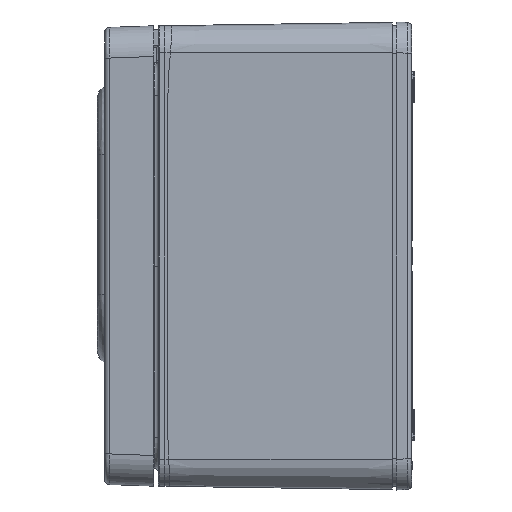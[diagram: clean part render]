
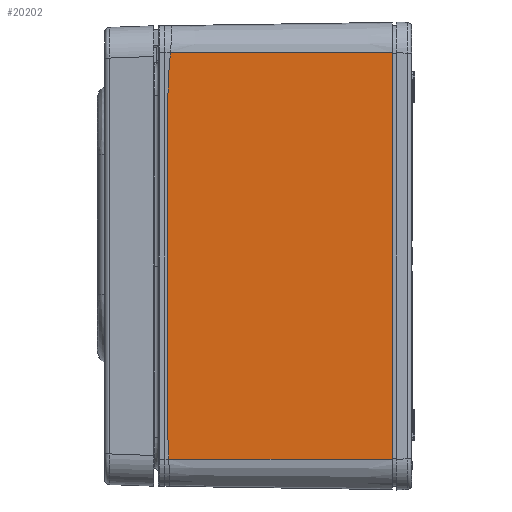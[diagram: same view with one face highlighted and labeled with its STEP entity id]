
A CAD part, left-side view. The second image highlights one B-rep face of the part: STEP entity #20202.
In plain terms, the highlighted face is planar.
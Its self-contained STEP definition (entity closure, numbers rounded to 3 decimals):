
#2380 = ORIENTED_EDGE ( 'NONE', *, *, #105830, .T. ) ;
#5140 = PLANE ( 'NONE',  #55554 ) ;
#5236 = CARTESIAN_POINT ( 'NONE',  ( 200.108, -127.033, 151.626 ) ) ;
#6688 = EDGE_CURVE ( 'NONE', #19040, #63681, #112690, .T. ) ;
#8431 = DIRECTION ( 'NONE',  ( 0., 1., 0. ) ) ;
#10904 = VERTEX_POINT ( 'NONE', #99931 ) ;
#13300 = LINE ( 'NONE', #82904, #78489 ) ;
#14897 = DIRECTION ( 'NONE',  ( 0.015, 0., -1. ) ) ;
#16239 = CARTESIAN_POINT ( 'NONE',  ( 202.269, 132.35, 5.5 ) ) ;
#16915 = EDGE_LOOP ( 'NONE', ( #63219, #54552, #64071, #2380, #21665, #104318, #110730 ) ) ;
#18213 = LINE ( 'NONE', #97587, #127887 ) ;
#19040 = VERTEX_POINT ( 'NONE', #120495 ) ;
#20202 = ADVANCED_FACE ( 'NONE', ( #42261 ), #5140, .T. ) ;
#21665 = ORIENTED_EDGE ( 'NONE', *, *, #108476, .F. ) ;
#23612 = EDGE_CURVE ( 'NONE', #93337, #63681, #70949, .T. ) ;
#26849 = CARTESIAN_POINT ( 'NONE',  ( 200.105, 102.765, 151.873 ) ) ;
#27331 = CARTESIAN_POINT ( 'NONE',  ( 200.106, -121.712, 151.814 ) ) ;
#28067 = CARTESIAN_POINT ( 'NONE',  ( 200.116, 122.506, 151.1 ) ) ;
#35151 = CARTESIAN_POINT ( 'NONE',  ( 200.105, -119.051, 151.866 ) ) ;
#36610 = LINE ( 'NONE', #67153, #83791 ) ;
#39243 = EDGE_CURVE ( 'NONE', #10904, #93337, #66240, .T. ) ;
#42261 = FACE_OUTER_BOUND ( 'NONE', #16915, .T. ) ;
#42373 = VERTEX_POINT ( 'NONE', #16239 ) ;
#46176 = CARTESIAN_POINT ( 'NONE',  ( 200.105, -116.387, 151.873 ) ) ;
#46280 = CARTESIAN_POINT ( 'NONE',  ( 200.105, 107.71, 151.861 ) ) ;
#48208 = CARTESIAN_POINT ( 'NONE',  ( 200.107, 112.647, 151.687 ) ) ;
#54552 = ORIENTED_EDGE ( 'NONE', *, *, #72197, .T. ) ;
#55554 = AXIS2_PLACEMENT_3D ( 'NONE', #122280, #74756, #14897 ) ;
#57232 = CARTESIAN_POINT ( 'NONE',  ( 200.113, -132.35, 151.323 ) ) ;
#60370 = VECTOR ( 'NONE', #61201, 1000. ) ;
#61201 = DIRECTION ( 'NONE',  ( 0., -1., 0.002 ) ) ;
#61325 = CARTESIAN_POINT ( 'NONE',  ( 200.105, -132.723, 151.833 ) ) ;
#63219 = ORIENTED_EDGE ( 'NONE', *, *, #6688, .F. ) ;
#63681 = VERTEX_POINT ( 'NONE', #115621 ) ;
#64071 = ORIENTED_EDGE ( 'NONE', *, *, #71970, .T. ) ;
#65315 = CARTESIAN_POINT ( 'NONE',  ( 200.113, -132.35, 151.323 ) ) ;
#66240 = B_SPLINE_CURVE_WITH_KNOTS ( 'NONE', 3,
 ( #66464, #125006, #28067, #48208, #46280, #106175 ),
 .UNSPECIFIED., .F., .F.,
 ( 4, 2, 4 ),
 ( 0., 0.015, 0.03 ),
 .UNSPECIFIED. ) ;
#66464 = CARTESIAN_POINT ( 'NONE',  ( 200.129, 132.35, 150.226 ) ) ;
#67153 = CARTESIAN_POINT ( 'NONE',  ( 202.35, -132.35, 0. ) ) ;
#70949 = LINE ( 'NONE', #88546, #60370 ) ;
#71970 = EDGE_CURVE ( 'NONE', #114155, #117767, #36610, .T. ) ;
#72197 = EDGE_CURVE ( 'NONE', #19040, #114155, #109925, .T. ) ;
#74756 = DIRECTION ( 'NONE',  ( 1., 0., 0.015 ) ) ;
#78489 = VECTOR ( 'NONE', #123846, 1000. ) ;
#80854 = DIRECTION ( 'NONE',  ( 0., 1., 0.002 ) ) ;
#82904 = CARTESIAN_POINT ( 'NONE',  ( 202.35, 132.35, 0. ) ) ;
#83791 = VECTOR ( 'NONE', #115992, 1000. ) ;
#88546 = CARTESIAN_POINT ( 'NONE',  ( 200.096, -131.975, 152.45 ) ) ;
#92116 = VECTOR ( 'NONE', #80854, 1000. ) ;
#93337 = VERTEX_POINT ( 'NONE', #26849 ) ;
#97587 = CARTESIAN_POINT ( 'NONE',  ( 202.269, -132.35, 5.5 ) ) ;
#99931 = CARTESIAN_POINT ( 'NONE',  ( 200.129, 132.35, 150.226 ) ) ;
#100400 = CARTESIAN_POINT ( 'NONE',  ( 202.269, -132.35, 5.5 ) ) ;
#104318 = ORIENTED_EDGE ( 'NONE', *, *, #39243, .T. ) ;
#105830 = EDGE_CURVE ( 'NONE', #117767, #42373, #18213, .T. ) ;
#106175 = CARTESIAN_POINT ( 'NONE',  ( 200.105, 102.765, 151.873 ) ) ;
#108476 = EDGE_CURVE ( 'NONE', #10904, #42373, #13300, .T. ) ;
#109925 = B_SPLINE_CURVE_WITH_KNOTS ( 'NONE', 3,
 ( #46176, #35151, #27331, #5236, #115173, #57232 ),
 .UNSPECIFIED., .F., .F.,
 ( 4, 2, 4 ),
 ( 0., 0.008, 0.016 ),
 .UNSPECIFIED. ) ;
#110730 = ORIENTED_EDGE ( 'NONE', *, *, #23612, .T. ) ;
#112690 = LINE ( 'NONE', #61325, #92116 ) ;
#114155 = VERTEX_POINT ( 'NONE', #65315 ) ;
#115173 = CARTESIAN_POINT ( 'NONE',  ( 200.11, -129.692, 151.49 ) ) ;
#115621 = CARTESIAN_POINT ( 'NONE',  ( 200.101, -6.811, 152.142 ) ) ;
#115992 = DIRECTION ( 'NONE',  ( 0.015, 0., -1. ) ) ;
#117767 = VERTEX_POINT ( 'NONE', #100400 ) ;
#120495 = CARTESIAN_POINT ( 'NONE',  ( 200.105, -116.387, 151.873 ) ) ;
#122280 = CARTESIAN_POINT ( 'NONE',  ( 202.35, -132.35, 0. ) ) ;
#123846 = DIRECTION ( 'NONE',  ( 0.015, 0., -1. ) ) ;
#125006 = CARTESIAN_POINT ( 'NONE',  ( 200.122, 127.43, 150.693 ) ) ;
#127887 = VECTOR ( 'NONE', #8431, 1000. ) ;
